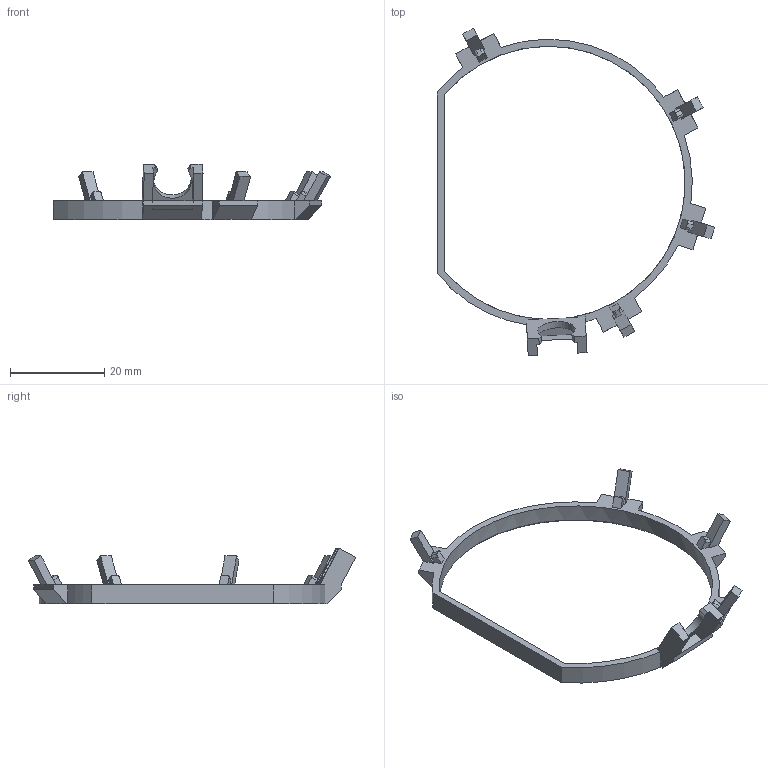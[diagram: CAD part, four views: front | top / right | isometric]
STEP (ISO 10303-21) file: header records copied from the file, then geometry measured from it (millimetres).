
FILE_DESCRIPTION(/* description */ (''),/* implementation_level */ '2;1');
FILE_NAME(/* name */ 'Index-EyetrackVRv4.step',/* time_stamp */ '2023-09-10T04:25:40-04:00',/* author */ (''),/* organization */ (''),/* preprocessor_version */ 'ST-DEVELOPER v20',/* originating_system */ 'Autodesk Translation Framework v12.9.0.99',/* authorisation */ '');
FILE_SCHEMA (('AUTOMOTIVE_DESIGN { 1 0 10303 214 3 1 1 }'));
Length unit declared in the file: millimetre
Products named in the file (1): Index-EyetrackVRv4
Bounding box: 58.86 x 69.49 x 11.7 mm (x, y, z)
Volume: 1744.8 mm3; surface area: 2784.7 mm2
Topology: 1 solids, 1 shells, 95 faces, 268 edges, 174 vertices
Faces by surface type: plane 74, cylinder 20, cone 1
Entity records: 3072 total; most frequent: CARTESIAN_POINT 544, ORIENTED_EDGE 536, DIRECTION 501, EDGE_CURVE 268, LINE 223, VECTOR 223, VERTEX_POINT 174, AXIS2_PLACEMENT_3D 139
